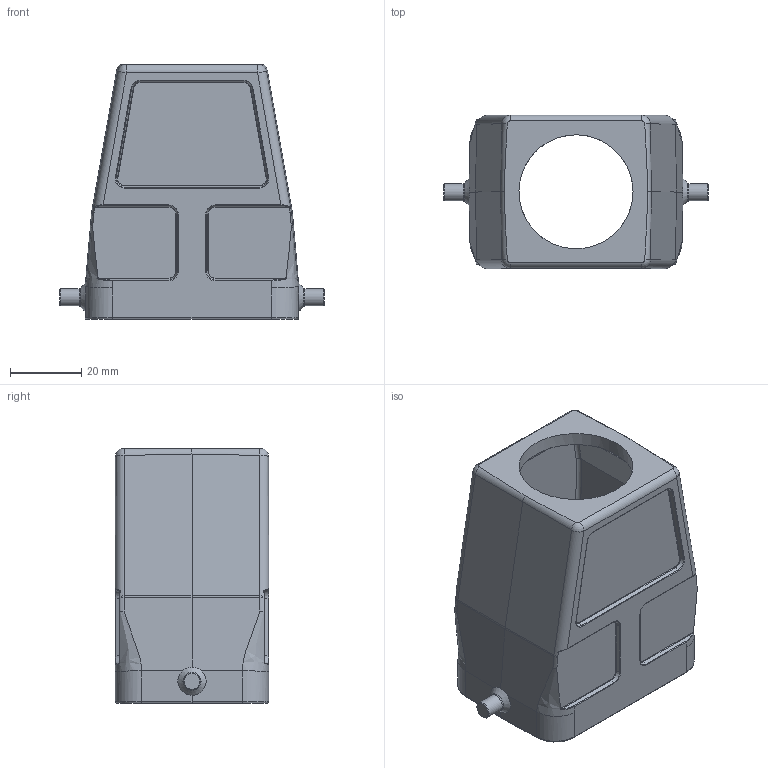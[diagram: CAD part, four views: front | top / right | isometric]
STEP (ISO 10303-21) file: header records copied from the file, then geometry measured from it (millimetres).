
FILE_DESCRIPTION(/* description */ (''),/* implementation_level */ '2;1');
FILE_NAME(/* name */ '100094854ugm000_d.stp',/* time_stamp */ '2017-11-06T10:02:21+01:00',/* author */ (''),/* organization */ (''),/* preprocessor_version */ 'ST-DEVELOPER v16',/* originating_system */ 'SIEMENS PLM Software NX 10.0',/* authorisation */ '');
FILE_SCHEMA (('AUTOMOTIVE_DESIGN { 1 0 10303 214 3 1 1 1 }'));
Length unit declared in the file: millimetre
Products named in the file (1): 100094854ugm000_d
Bounding box: 74.2 x 43 x 71.5 mm (x, y, z)
Volume: 47672.6 mm3; surface area: 27539.8 mm2
Topology: 1 solids, 1 shells, 432 faces, 1102 edges, 686 vertices
Faces by surface type: plane 158, cylinder 116, bspline 72, torus 46, cone 36, sphere 4
Full cylindrical faces by diameter (mm): 3 x4, 4.8 x2, 32 x1
Entity records: 16448 total; most frequent: CARTESIAN_POINT 5839, ORIENTED_EDGE 2020, DIRECTION 1983, EDGE_CURVE 1010, AXIS2_PLACEMENT_3D 744, VERTEX_POINT 627, LINE 495, VECTOR 495
